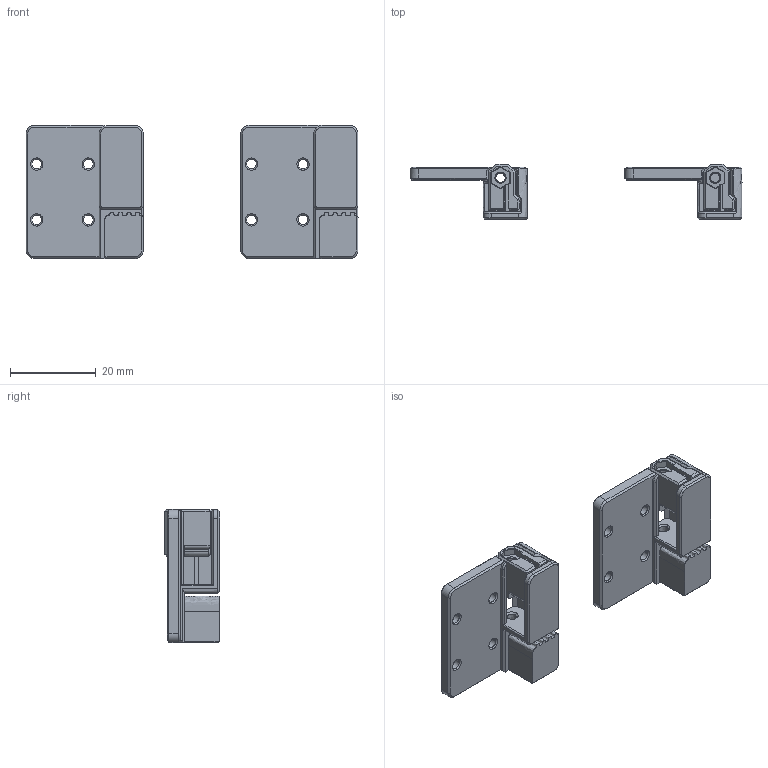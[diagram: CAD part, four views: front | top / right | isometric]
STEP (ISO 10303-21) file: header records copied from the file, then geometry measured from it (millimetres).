
FILE_DESCRIPTION(/* description */ (''),/* implementation_level */ '2;1');
FILE_NAME(/* name */ 'HX0_MO~1',/* time_stamp */ '2024-11-19T20:28:13+01:00',/* author */ (''),/* organization */ (''),/* preprocessor_version */ 'ST-DEVELOPER v15',/* originating_system */ '',/* authorisation */ '');
FILE_SCHEMA (('AUTOMOTIVE_DESIGN'));
Length unit declared in the file: millimetre
Products named in the file (5): Document; 25mm belt block; 30mm belt block; 25mm block; 30mm block
Assembly tree (4 placements, depth 2):
  Document
    25mm belt block
    30mm belt block
    25mm block
    30mm block
Bounding box: 77.3 x 12.82 x 31 mm (x, y, z)
Volume: 4734.3 mm3; surface area: 7760.7 mm2
Topology: 3 solids, 4 shells, 401 faces, 1041 edges, 643 vertices
Faces by surface type: bspline 233, plane 168
Entity records: 15778 total; most frequent: CARTESIAN_POINT 9222, ORIENTED_EDGE 2073, EDGE_CURVE 1039, B_SPLINE_CURVE_WITH_KNOTS 784, VERTEX_POINT 645, EDGE_LOOP 425, ADVANCED_FACE 401, FACE_OUTER_BOUND 401
